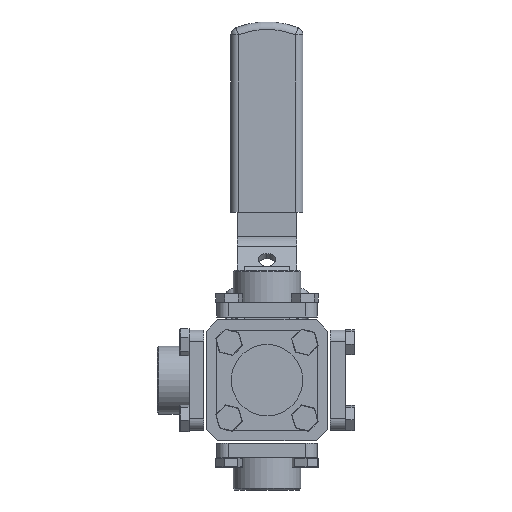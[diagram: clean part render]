
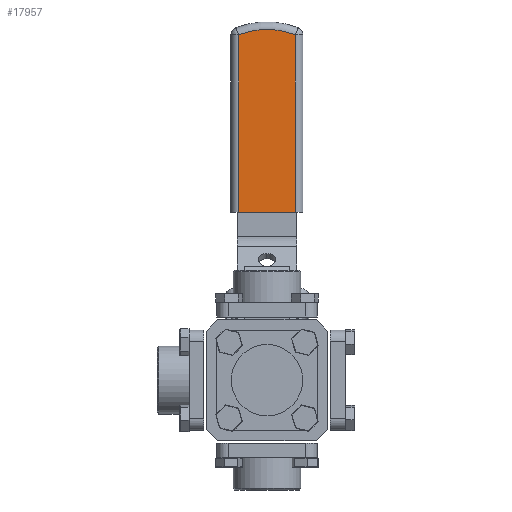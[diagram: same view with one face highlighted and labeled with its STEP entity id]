
A CAD part, front view. The second image highlights one B-rep face of the part: STEP entity #17957.
In plain terms, the highlighted planar face has unit normal (0, -1, 0).
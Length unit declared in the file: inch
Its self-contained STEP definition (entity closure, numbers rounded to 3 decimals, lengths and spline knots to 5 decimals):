
#324 = CARTESIAN_POINT ( 'NONE',  ( -0.4685, 2.974, 2.77074 ) ) ;
#625 = DIRECTION ( 'NONE',  ( 0., 0., 1. ) ) ;
#2355 = VERTEX_POINT ( 'NONE', #17201 ) ;
#2977 = CARTESIAN_POINT ( 'NONE',  ( 0.4685, 2.974, 5.77074 ) ) ;
#3016 = DIRECTION ( 'NONE',  ( -1., 0., 0. ) ) ;
#3949 = VECTOR ( 'NONE', #13847, 39.37008 ) ;
#4696 = DIRECTION ( 'NONE',  ( 0., -1., 0. ) ) ;
#6430 = EDGE_CURVE ( 'NONE', #15311, #2355, #20996, .T. ) ;
#6674 = CARTESIAN_POINT ( 'NONE',  ( -0.4685, 2.974, 2.77074 ) ) ;
#7023 = DIRECTION ( 'NONE',  ( 0., 1., 0. ) ) ;
#10790 = EDGE_CURVE ( 'NONE', #25788, #11147, #14086, .T. ) ;
#11147 = VERTEX_POINT ( 'NONE', #324 ) ;
#11974 = CARTESIAN_POINT ( 'NONE',  ( 0., 2.974, 4.55541 ) ) ;
#12216 = AXIS2_PLACEMENT_3D ( 'NONE', #28239, #7023, #3016 ) ;
#12683 = EDGE_CURVE ( 'NONE', #25788, #15311, #24207, .T. ) ;
#13847 = DIRECTION ( 'NONE',  ( 0., 0., -1. ) ) ;
#14086 = LINE ( 'NONE', #23346, #26376 ) ;
#15124 = VECTOR ( 'NONE', #625, 39.37008 ) ;
#15311 = VERTEX_POINT ( 'NONE', #20062 ) ;
#15350 = ORIENTED_EDGE ( 'NONE', *, *, #12683, .T. ) ;
#15428 = ORIENTED_EDGE ( 'NONE', *, *, #6430, .T. ) ;
#17201 = CARTESIAN_POINT ( 'NONE',  ( -0.4685, 2.974, 5.68999 ) ) ;
#17957 = ADVANCED_FACE ( 'NONE', ( #21445 ), #30573, .F. ) ;
#19222 = ORIENTED_EDGE ( 'NONE', *, *, #10790, .F. ) ;
#20011 = CARTESIAN_POINT ( 'NONE',  ( 0.4685, 2.974, 2.77074 ) ) ;
#20062 = CARTESIAN_POINT ( 'NONE',  ( 0.4685, 2.974, 5.68999 ) ) ;
#20996 = CIRCLE ( 'NONE', #23503, 1.2275 ) ;
#21391 = DIRECTION ( 'NONE',  ( -1., 0., 0. ) ) ;
#21445 = FACE_OUTER_BOUND ( 'NONE', #29083, .T. ) ;
#23346 = CARTESIAN_POINT ( 'NONE',  ( -0.5935, 2.974, 2.77074 ) ) ;
#23503 = AXIS2_PLACEMENT_3D ( 'NONE', #11974, #4696, #21391 ) ;
#23518 = DIRECTION ( 'NONE',  ( -1., 0., 0. ) ) ;
#24207 = LINE ( 'NONE', #2977, #15124 ) ;
#25788 = VERTEX_POINT ( 'NONE', #20011 ) ;
#26376 = VECTOR ( 'NONE', #23518, 39.37008 ) ;
#27876 = LINE ( 'NONE', #6674, #3949 ) ;
#28239 = CARTESIAN_POINT ( 'NONE',  ( 0., 2.974, 4.55541 ) ) ;
#29083 = EDGE_LOOP ( 'NONE', ( #19222, #15350, #15428, #29177 ) ) ;
#29177 = ORIENTED_EDGE ( 'NONE', *, *, #30491, .T. ) ;
#30491 = EDGE_CURVE ( 'NONE', #2355, #11147, #27876, .T. ) ;
#30573 = PLANE ( 'NONE',  #12216 ) ;
